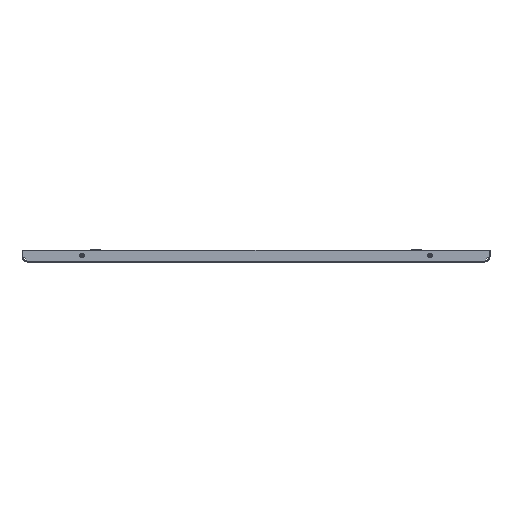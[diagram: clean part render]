
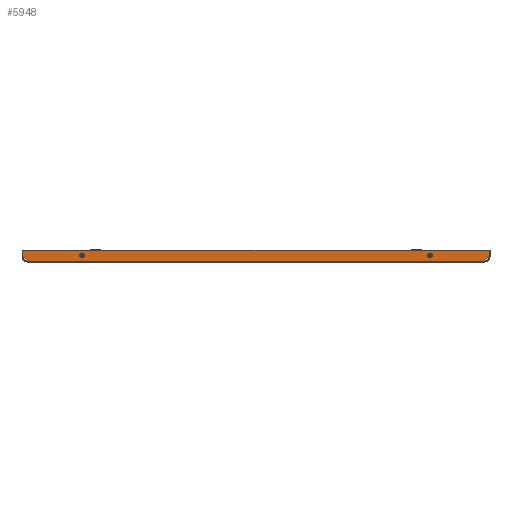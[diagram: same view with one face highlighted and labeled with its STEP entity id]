
A CAD part, front view. The second image highlights one B-rep face of the part: STEP entity #5948.
In plain terms, the highlighted planar face has unit normal (0, -1, 0).
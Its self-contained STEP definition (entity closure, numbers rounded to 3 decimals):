
#3099 = CARTESIAN_POINT ( 'NONE',  ( -295.5, -977.5, 7. ) ) ;
#3123 = CARTESIAN_POINT ( 'NONE',  ( -395.4, -977.5, 8.9 ) ) ;
#3139 = CARTESIAN_POINT ( 'NONE',  ( 295.5, -977.5, 7. ) ) ;
#3173 = CARTESIAN_POINT ( 'NONE',  ( 388.016, -977.5, 1.51 ) ) ;
#3189 = CARTESIAN_POINT ( 'NONE',  ( 295.5, -977.5, 15. ) ) ;
#3198 = CARTESIAN_POINT ( 'NONE',  ( -395.4, -977.5, 20. ) ) ;
#3208 = CARTESIAN_POINT ( 'NONE',  ( -388.016, -977.5, 1.51 ) ) ;
#3239 = CARTESIAN_POINT ( 'NONE',  ( -295.5, -977.5, 15. ) ) ;
#3246 = DIRECTION ( 'NONE',  ( -1., 0., 0. ) ) ;
#3291 = CARTESIAN_POINT ( 'NONE',  ( -395.5, -977.5, 1.51 ) ) ;
#3739 = DIRECTION ( 'NONE',  ( 0.707, 0., -0.707 ) ) ;
#3756 = CARTESIAN_POINT ( 'NONE',  ( -401., -977.5, 14.504 ) ) ;
#3856 = DIRECTION ( 'NONE',  ( 0., 0., 1. ) ) ;
#3899 = CARTESIAN_POINT ( 'NONE',  ( -395.4, -977.5, 1.51 ) ) ;
#4013 = DIRECTION ( 'NONE',  ( -0.707, 0., -0.707 ) ) ;
#4019 = CARTESIAN_POINT ( 'NONE',  ( 5.801, -977.5, -380.996 ) ) ;
#4389 = DIRECTION ( 'NONE',  ( 0., 0., 1. ) ) ;
#4399 = DIRECTION ( 'NONE',  ( 0., 1., 0. ) ) ;
#4435 = DIRECTION ( 'NONE',  ( 0., 1., 0. ) ) ;
#4473 = CARTESIAN_POINT ( 'NONE',  ( 295.5, -977.5, 11. ) ) ;
#4475 = DIRECTION ( 'NONE',  ( -1., 0., 0. ) ) ;
#4478 = CARTESIAN_POINT ( 'NONE',  ( 295.5, -977.5, 11. ) ) ;
#4501 = DIRECTION ( 'NONE',  ( 0., 0., 1. ) ) ;
#4560 = DIRECTION ( 'NONE',  ( 0., -1., 0. ) ) ;
#4609 = CARTESIAN_POINT ( 'NONE',  ( -395.5, -977.5, 20. ) ) ;
#4635 = CARTESIAN_POINT ( 'NONE',  ( -295.5, -977.5, 11. ) ) ;
#4856 = DIRECTION ( 'NONE',  ( 0., 0., 1. ) ) ;
#5038 = CARTESIAN_POINT ( 'NONE',  ( 395.4, -977.5, 8.9 ) ) ;
#5052 = CARTESIAN_POINT ( 'NONE',  ( 395.4, -977.5, 20. ) ) ;
#5948 = ADVANCED_FACE ( 'NONE', ( #24754, #24755, #24751 ), #16661, .F. ) ;
#8512 = DIRECTION ( 'NONE',  ( 0., 0., 1. ) ) ;
#8518 = DIRECTION ( 'NONE',  ( 0., -1., 0. ) ) ;
#8521 = CARTESIAN_POINT ( 'NONE',  ( -295.5, -977.5, 11. ) ) ;
#8642 = DIRECTION ( 'NONE',  ( 0., 0., 1. ) ) ;
#8649 = CARTESIAN_POINT ( 'NONE',  ( 395.4, -977.5, 1.51 ) ) ;
#14473 = EDGE_CURVE ( 'NONE', #20718, #20692, #23905, .T. ) ;
#14612 = EDGE_CURVE ( 'NONE', #22377, #22436, #23815, .T. ) ;
#15878 = AXIS2_PLACEMENT_3D ( 'NONE', #4473, #4399, #4856 ) ;
#15892 = AXIS2_PLACEMENT_3D ( 'NONE', #4478, #4435, #4389 ) ;
#15897 = AXIS2_PLACEMENT_3D ( 'NONE', #4635, #4560, #4501 ) ;
#16659 = DIRECTION ( 'NONE',  ( 0., 0., 1. ) ) ;
#16660 = DIRECTION ( 'NONE',  ( 0., 1., 0. ) ) ;
#16661 = PLANE ( 'NONE',  #22721 ) ;
#16672 = CARTESIAN_POINT ( 'NONE',  ( -395.5, -977.5, 20. ) ) ;
#20692 = VERTEX_POINT ( 'NONE', #5052 ) ;
#20718 = VERTEX_POINT ( 'NONE', #5038 ) ;
#21285 = EDGE_CURVE ( 'NONE', #22436, #22377, #23509, .T. ) ;
#21286 = EDGE_CURVE ( 'NONE', #22398, #22420, #23507, .T. ) ;
#21288 = EDGE_CURVE ( 'NONE', #20718, #22406, #23511, .T. ) ;
#21289 = EDGE_CURVE ( 'NONE', #22428, #22394, #23505, .T. ) ;
#21301 = EDGE_CURVE ( 'NONE', #22428, #22390, #23503, .T. ) ;
#21322 = EDGE_CURVE ( 'NONE', #22406, #22390, #23493, .T. ) ;
#21621 = EDGE_CURVE ( 'NONE', #20692, #22394, #23446, .T. ) ;
#21625 = EDGE_CURVE ( 'NONE', #22420, #22398, #23395, .T. ) ;
#22377 = VERTEX_POINT ( 'NONE', #3239 ) ;
#22390 = VERTEX_POINT ( 'NONE', #3208 ) ;
#22394 = VERTEX_POINT ( 'NONE', #3198 ) ;
#22398 = VERTEX_POINT ( 'NONE', #3189 ) ;
#22406 = VERTEX_POINT ( 'NONE', #3173 ) ;
#22420 = VERTEX_POINT ( 'NONE', #3139 ) ;
#22428 = VERTEX_POINT ( 'NONE', #3123 ) ;
#22436 = VERTEX_POINT ( 'NONE', #3099 ) ;
#22631 = AXIS2_PLACEMENT_3D ( 'NONE', #8521, #8518, #8512 ) ;
#22721 = AXIS2_PLACEMENT_3D ( 'NONE', #16672, #16660, #16659 ) ;
#23395 = CIRCLE ( 'NONE', #15878, 4. ) ;
#23428 = VECTOR ( 'NONE', #4475, 1000. ) ;
#23446 = LINE ( 'NONE', #4609, #23428 ) ;
#23491 = VECTOR ( 'NONE', #3246, 1000. ) ;
#23493 = LINE ( 'NONE', #3291, #23491 ) ;
#23502 = VECTOR ( 'NONE', #3739, 1000. ) ;
#23503 = LINE ( 'NONE', #3756, #23502 ) ;
#23504 = VECTOR ( 'NONE', #3856, 1000. ) ;
#23505 = LINE ( 'NONE', #3899, #23504 ) ;
#23507 = CIRCLE ( 'NONE', #15892, 4. ) ;
#23509 = CIRCLE ( 'NONE', #15897, 4. ) ;
#23510 = VECTOR ( 'NONE', #4013, 1000. ) ;
#23511 = LINE ( 'NONE', #4019, #23510 ) ;
#23815 = CIRCLE ( 'NONE', #22631, 4. ) ;
#23890 = VECTOR ( 'NONE', #8642, 1000. ) ;
#23905 = LINE ( 'NONE', #8649, #23890 ) ;
#24751 = FACE_BOUND ( 'NONE', #31746, .T. ) ;
#24754 = FACE_OUTER_BOUND ( 'NONE', #31759, .T. ) ;
#24755 = FACE_BOUND ( 'NONE', #31750, .T. ) ;
#30930 = ORIENTED_EDGE ( 'NONE', *, *, #14473, .T. ) ;
#30965 = ORIENTED_EDGE ( 'NONE', *, *, #21288, .F. ) ;
#30966 = ORIENTED_EDGE ( 'NONE', *, *, #21289, .F. ) ;
#30967 = ORIENTED_EDGE ( 'NONE', *, *, #21322, .F. ) ;
#30968 = ORIENTED_EDGE ( 'NONE', *, *, #21301, .T. ) ;
#30969 = ORIENTED_EDGE ( 'NONE', *, *, #21621, .T. ) ;
#30971 = ORIENTED_EDGE ( 'NONE', *, *, #21625, .T. ) ;
#30972 = ORIENTED_EDGE ( 'NONE', *, *, #21286, .T. ) ;
#30973 = ORIENTED_EDGE ( 'NONE', *, *, #21285, .F. ) ;
#31022 = ORIENTED_EDGE ( 'NONE', *, *, #14612, .F. ) ;
#31746 = EDGE_LOOP ( 'NONE', ( #31022, #30973 ) ) ;
#31750 = EDGE_LOOP ( 'NONE', ( #30972, #30971 ) ) ;
#31759 = EDGE_LOOP ( 'NONE', ( #30966, #30968, #30967, #30965, #30930, #30969 ) ) ;
